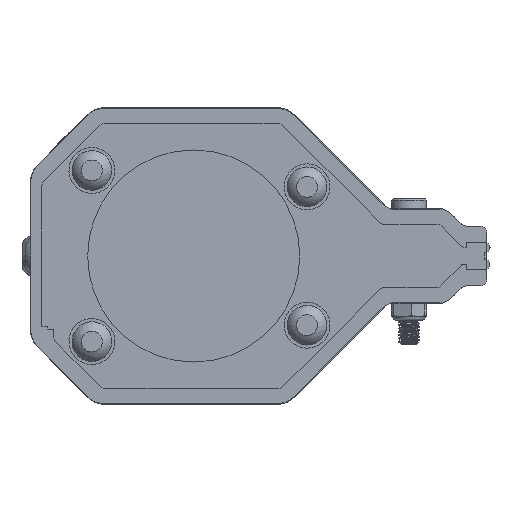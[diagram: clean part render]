
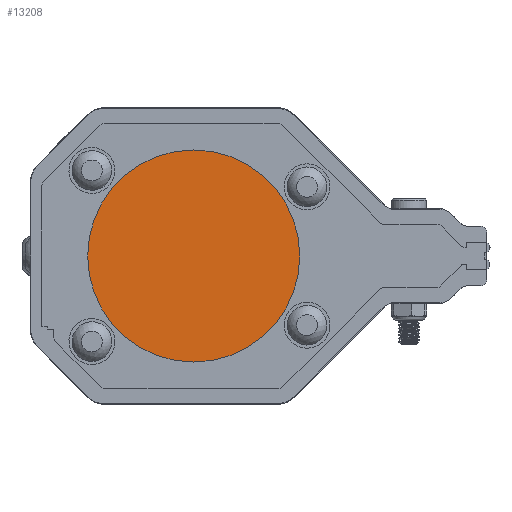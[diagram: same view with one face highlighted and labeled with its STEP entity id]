
A CAD part, left-side view. The second image highlights one B-rep face of the part: STEP entity #13208.
In plain terms, the highlighted planar face has unit normal (-1, 0, 0).
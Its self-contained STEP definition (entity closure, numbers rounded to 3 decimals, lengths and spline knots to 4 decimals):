
#2551=PLANE('',#14875);
#3354=CIRCLE('',#14873,1.);
#4473=FACE_OUTER_BOUND('',#5752,.T.);
#5752=EDGE_LOOP('',(#11967));
#7162=VERTEX_POINT('',#69470);
#8811=EDGE_CURVE('',#7162,#7162,#3354,.T.);
#11967=ORIENTED_EDGE('',*,*,#8811,.T.);
#13208=ADVANCED_FACE('',(#4473),#2551,.T.);
#14873=AXIS2_PLACEMENT_3D('',#69471,#18481,#18482);
#14875=AXIS2_PLACEMENT_3D('',#69474,#18485,#18486);
#18481=DIRECTION('center_axis',(-1.,0.,0.));
#18482=DIRECTION('ref_axis',(0.,0.,
-1.));
#18485=DIRECTION('center_axis',(-1.,0.,0.));
#18486=DIRECTION('ref_axis',(0.,0.,1.));
#69470=CARTESIAN_POINT('',(-42.6534,0.,1.));
#69471=CARTESIAN_POINT('Origin',(-42.6534,0.,
0.));
#69474=CARTESIAN_POINT('Origin',(-42.6534,0.,
0.));
